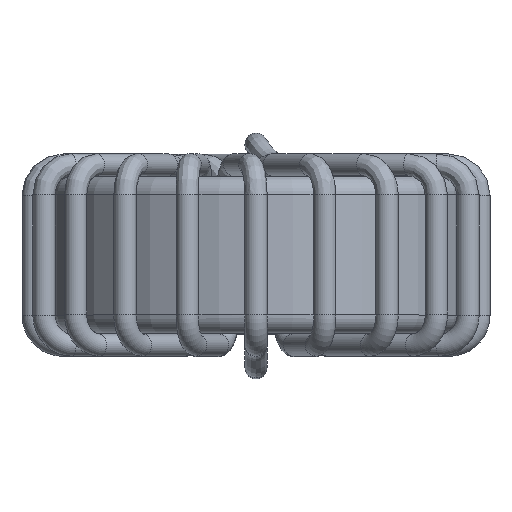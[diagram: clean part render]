
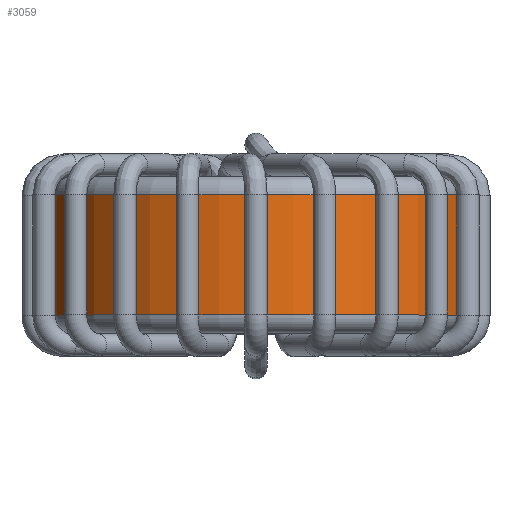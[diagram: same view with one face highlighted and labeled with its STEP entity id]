
A CAD part, top view. The second image highlights one B-rep face of the part: STEP entity #3059.
In plain terms, the highlighted cylindrical face has radius 5.7 mm (diameter 11.4 mm), a full revolution.
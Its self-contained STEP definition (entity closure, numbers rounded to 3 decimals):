
#439=ORIENTED_EDGE('',*,*,#615,.T.);
#440=ORIENTED_EDGE('',*,*,#616,.T.);
#615=EDGE_CURVE('',#783,#783,#951,.T.);
#616=EDGE_CURVE('',#784,#784,#952,.T.);
#783=VERTEX_POINT('',#8375);
#784=VERTEX_POINT('',#8377);
#951=CIRCLE('',#3360,5.7);
#952=CIRCLE('',#3361,5.7);
#1279=EDGE_LOOP('',(#439));
#1280=EDGE_LOOP('',(#440));
#1615=FACE_BOUND('',#1279,.T.);
#1616=FACE_BOUND('',#1280,.T.);
#1710=CYLINDRICAL_SURFACE('',#3359,5.7);
#3059=ADVANCED_FACE('',(#1615,#1616),#1710,.T.);
#3359=AXIS2_PLACEMENT_3D('',#8373,#3940,#3941);
#3360=AXIS2_PLACEMENT_3D('',#8374,#3942,#3943);
#3361=AXIS2_PLACEMENT_3D('',#8376,#3944,#3945);
#3940=DIRECTION('',(0.,-1.,0.));
#3941=DIRECTION('',(0.,0.,-1.));
#3942=DIRECTION('',(0.,1.,0.));
#3943=DIRECTION('',(0.,0.,1.));
#3944=DIRECTION('',(0.,-1.,0.));
#3945=DIRECTION('',(0.,0.,-1.));
#8373=CARTESIAN_POINT('',(0.,0.,0.));
#8374=CARTESIAN_POINT('',(0.,-1.62,0.));
#8375=CARTESIAN_POINT('',(0.,-1.62,5.7));
#8376=CARTESIAN_POINT('',(0.,1.62,0.));
#8377=CARTESIAN_POINT('',(0.,1.62,-5.7));
